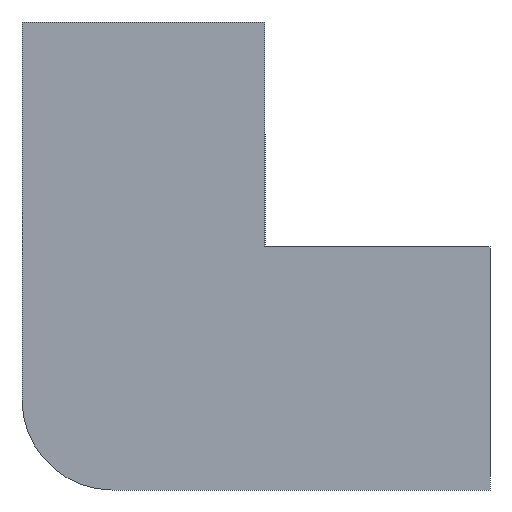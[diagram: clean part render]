
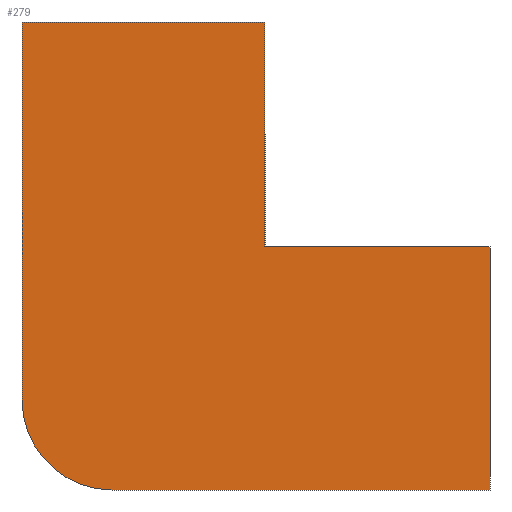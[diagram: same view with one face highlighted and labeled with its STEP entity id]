
A CAD part, left-side view. The second image highlights one B-rep face of the part: STEP entity #279.
In plain terms, the highlighted planar face has unit normal (-1, 0, 0).
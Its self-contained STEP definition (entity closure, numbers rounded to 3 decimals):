
#16 = CARTESIAN_POINT ( 'NONE',  ( -21.8, 26., 26. ) ) ;
#19 = DIRECTION ( 'NONE',  ( 0., 0., 1. ) ) ;
#21 = LINE ( 'NONE', #95, #498 ) ;
#26 = DIRECTION ( 'NONE',  ( 0., -1., 0. ) ) ;
#33 = DIRECTION ( 'NONE',  ( 0., 1., 0. ) ) ;
#44 = CARTESIAN_POINT ( 'NONE',  ( -21.8, 26., 26. ) ) ;
#54 = VERTEX_POINT ( 'NONE', #256 ) ;
#55 = LINE ( 'NONE', #44, #471 ) ;
#66 = DIRECTION ( 'NONE',  ( 0., 0., -1. ) ) ;
#71 = DIRECTION ( 'NONE',  ( 1., 0., 0. ) ) ;
#72 = CARTESIAN_POINT ( 'NONE',  ( -21.8, 16., -16. ) ) ;
#74 = AXIS2_PLACEMENT_3D ( 'NONE', #72, #71, #66 ) ;
#78 = CARTESIAN_POINT ( 'NONE',  ( -21.8, -26., 1. ) ) ;
#91 = DIRECTION ( 'NONE',  ( 0., -1., 0. ) ) ;
#95 = CARTESIAN_POINT ( 'NONE',  ( -21.8, -26., 1. ) ) ;
#102 = CARTESIAN_POINT ( 'NONE',  ( -21.8, -1., 26. ) ) ;
#103 = DIRECTION ( 'NONE',  ( 0., 0., -1. ) ) ;
#112 = VERTEX_POINT ( 'NONE', #229 ) ;
#146 = AXIS2_PLACEMENT_3D ( 'NONE', #269, #278, #302 ) ;
#188 = VECTOR ( 'NONE', #292, 1000. ) ;
#229 = CARTESIAN_POINT ( 'NONE',  ( -21.8, 26., 26. ) ) ;
#256 = CARTESIAN_POINT ( 'NONE',  ( -21.8, -26., -26. ) ) ;
#263 = PLANE ( 'NONE',  #146 ) ;
#267 = EDGE_LOOP ( 'NONE', ( #362, #470, #382, #497, #416, #356, #298 ) ) ;
#269 = CARTESIAN_POINT ( 'NONE',  ( -21.8, 16., -16. ) ) ;
#277 = VECTOR ( 'NONE', #19, 1000. ) ;
#278 = DIRECTION ( 'NONE',  ( 1., 0., 0. ) ) ;
#279 = ADVANCED_FACE ( 'NONE', ( #422 ), #263, .F. ) ;
#292 = DIRECTION ( 'NONE',  ( 0., 0., -1. ) ) ;
#298 = ORIENTED_EDGE ( 'NONE', *, *, #303, .F. ) ;
#299 = CARTESIAN_POINT ( 'NONE',  ( -21.8, 16., -26. ) ) ;
#302 = DIRECTION ( 'NONE',  ( 0., 0., -1. ) ) ;
#303 = EDGE_CURVE ( 'NONE', #54, #536, #522, .T. ) ;
#305 = LINE ( 'NONE', #525, #188 ) ;
#315 = VERTEX_POINT ( 'NONE', #432 ) ;
#317 = EDGE_CURVE ( 'NONE', #506, #54, #305, .T. ) ;
#321 = VECTOR ( 'NONE', #103, 1000. ) ;
#333 = VERTEX_POINT ( 'NONE', #488 ) ;
#356 = ORIENTED_EDGE ( 'NONE', *, *, #413, .F. ) ;
#362 = ORIENTED_EDGE ( 'NONE', *, *, #317, .F. ) ;
#376 = LINE ( 'NONE', #16, #277 ) ;
#382 = ORIENTED_EDGE ( 'NONE', *, *, #394, .F. ) ;
#393 = CIRCLE ( 'NONE', #74, 10. ) ;
#394 = EDGE_CURVE ( 'NONE', #333, #491, #408, .T. ) ;
#395 = EDGE_CURVE ( 'NONE', #491, #506, #21, .T. ) ;
#397 = CARTESIAN_POINT ( 'NONE',  ( -21.8, -1., 1. ) ) ;
#408 = LINE ( 'NONE', #102, #321 ) ;
#413 = EDGE_CURVE ( 'NONE', #536, #315, #393, .T. ) ;
#416 = ORIENTED_EDGE ( 'NONE', *, *, #445, .F. ) ;
#422 = FACE_OUTER_BOUND ( 'NONE', #267, .T. ) ;
#431 = EDGE_CURVE ( 'NONE', #112, #333, #55, .T. ) ;
#432 = CARTESIAN_POINT ( 'NONE',  ( -21.8, 26., -16. ) ) ;
#445 = EDGE_CURVE ( 'NONE', #315, #112, #376, .T. ) ;
#469 = CARTESIAN_POINT ( 'NONE',  ( -21.8, 16., -26. ) ) ;
#470 = ORIENTED_EDGE ( 'NONE', *, *, #395, .F. ) ;
#471 = VECTOR ( 'NONE', #26, 1000. ) ;
#488 = CARTESIAN_POINT ( 'NONE',  ( -21.8, -1., 26. ) ) ;
#491 = VERTEX_POINT ( 'NONE', #397 ) ;
#497 = ORIENTED_EDGE ( 'NONE', *, *, #431, .F. ) ;
#498 = VECTOR ( 'NONE', #91, 1000. ) ;
#506 = VERTEX_POINT ( 'NONE', #78 ) ;
#507 = VECTOR ( 'NONE', #33, 1000. ) ;
#522 = LINE ( 'NONE', #469, #507 ) ;
#525 = CARTESIAN_POINT ( 'NONE',  ( -21.8, -26., 1. ) ) ;
#536 = VERTEX_POINT ( 'NONE', #299 ) ;
